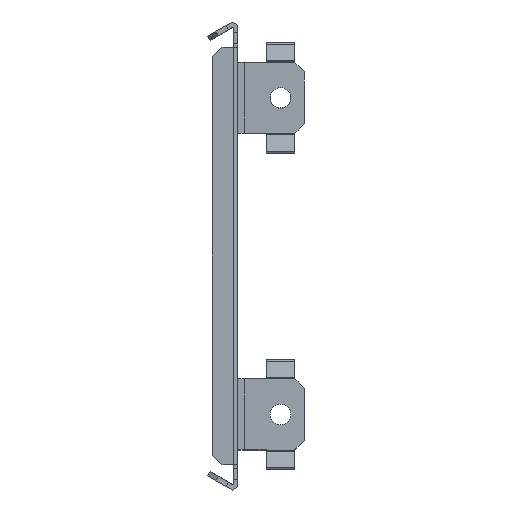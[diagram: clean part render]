
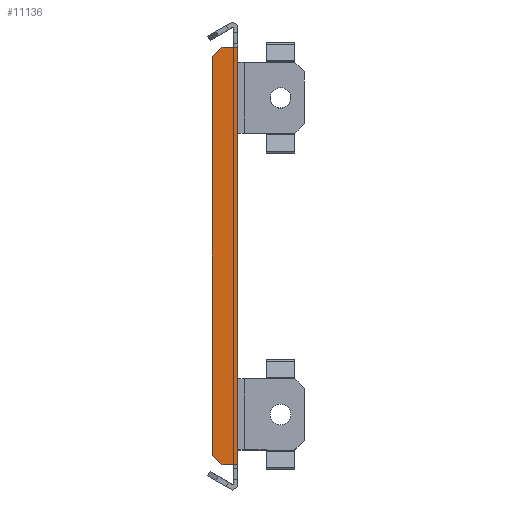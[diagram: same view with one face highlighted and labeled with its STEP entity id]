
A CAD part, front view. The second image highlights one B-rep face of the part: STEP entity #11136.
In plain terms, the highlighted planar face has unit normal (0, -1, 0).
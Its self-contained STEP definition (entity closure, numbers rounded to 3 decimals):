
#1021 = DIRECTION ( 'NONE',  ( 0., 0., -1. ) ) ;
#1401 = ORIENTED_EDGE ( 'NONE', *, *, #13253, .T. ) ;
#1478 = VECTOR ( 'NONE', #2458, 1000. ) ;
#1620 = ORIENTED_EDGE ( 'NONE', *, *, #14476, .T. ) ;
#1777 = VERTEX_POINT ( 'NONE', #15890 ) ;
#1929 = DIRECTION ( 'NONE',  ( 0., 1., 0. ) ) ;
#1991 = CARTESIAN_POINT ( 'NONE',  ( 0., -353., -65.897 ) ) ;
#2046 = CARTESIAN_POINT ( 'NONE',  ( 0., -353., 65.897 ) ) ;
#2050 = DIRECTION ( 'NONE',  ( 0.707, 0., -0.707 ) ) ;
#2417 = LINE ( 'NONE', #15180, #6926 ) ;
#2458 = DIRECTION ( 'NONE',  ( 1., 0., 0. ) ) ;
#2799 = ORIENTED_EDGE ( 'NONE', *, *, #8037, .T. ) ;
#3090 = DIRECTION ( 'NONE',  ( -0.707, 0., -0.707 ) ) ;
#3110 = CARTESIAN_POINT ( 'NONE',  ( -5., -353., 65.897 ) ) ;
#3551 = FACE_OUTER_BOUND ( 'NONE', #14988, .T. ) ;
#3645 = VECTOR ( 'NONE', #1021, 1000. ) ;
#3903 = DIRECTION ( 'NONE',  ( 1., 0., 0. ) ) ;
#4089 = DIRECTION ( 'NONE',  ( -1., 0., 0. ) ) ;
#4777 = AXIS2_PLACEMENT_3D ( 'NONE', #12551, #1929, #11307 ) ;
#5242 = CARTESIAN_POINT ( 'NONE',  ( -8., -353., -62.897 ) ) ;
#5418 = EDGE_CURVE ( 'NONE', #13985, #14520, #13017, .T. ) ;
#5424 = LINE ( 'NONE', #15525, #13504 ) ;
#5804 = CARTESIAN_POINT ( 'NONE',  ( 0., -353., 0. ) ) ;
#6008 = VECTOR ( 'NONE', #13126, 1000. ) ;
#6179 = ORIENTED_EDGE ( 'NONE', *, *, #13705, .T. ) ;
#6208 = VERTEX_POINT ( 'NONE', #5242 ) ;
#6212 = VECTOR ( 'NONE', #12857, 1000. ) ;
#6526 = ORIENTED_EDGE ( 'NONE', *, *, #5418, .T. ) ;
#6812 = VERTEX_POINT ( 'NONE', #1991 ) ;
#6926 = VECTOR ( 'NONE', #3903, 1000. ) ;
#6988 = ORIENTED_EDGE ( 'NONE', *, *, #15247, .F. ) ;
#7143 = LINE ( 'NONE', #14621, #3645 ) ;
#7180 = CARTESIAN_POINT ( 'NONE',  ( -35.448, -353., -35.448 ) ) ;
#7911 = CARTESIAN_POINT ( 'NONE',  ( 0., -353., -65.897 ) ) ;
#8037 = EDGE_CURVE ( 'NONE', #8847, #1777, #15451, .T. ) ;
#8847 = VERTEX_POINT ( 'NONE', #3110 ) ;
#9372 = CARTESIAN_POINT ( 'NONE',  ( -35.448, -353., 35.448 ) ) ;
#9894 = EDGE_CURVE ( 'NONE', #6208, #13985, #11131, .T. ) ;
#9967 = CARTESIAN_POINT ( 'NONE',  ( -2.5, -353., -65.897 ) ) ;
#10010 = VECTOR ( 'NONE', #2050, 1000. ) ;
#10794 = CARTESIAN_POINT ( 'NONE',  ( -2.5, -353., 65.897 ) ) ;
#11131 = LINE ( 'NONE', #7180, #10010 ) ;
#11136 = ADVANCED_FACE ( 'NONE', ( #3551 ), #13229, .F. ) ;
#11307 = DIRECTION ( 'NONE',  ( 0., 0., 1. ) ) ;
#12153 = ORIENTED_EDGE ( 'NONE', *, *, #9894, .T. ) ;
#12192 = EDGE_CURVE ( 'NONE', #14942, #8847, #5424, .T. ) ;
#12551 = CARTESIAN_POINT ( 'NONE',  ( 0., -353., 0. ) ) ;
#12589 = CARTESIAN_POINT ( 'NONE',  ( -5., -353., -65.897 ) ) ;
#12857 = DIRECTION ( 'NONE',  ( 1., 0., 0. ) ) ;
#13017 = LINE ( 'NONE', #7911, #6212 ) ;
#13126 = DIRECTION ( 'NONE',  ( 0., 0., 1. ) ) ;
#13229 = PLANE ( 'NONE',  #4777 ) ;
#13253 = EDGE_CURVE ( 'NONE', #1777, #6208, #7143, .T. ) ;
#13286 = LINE ( 'NONE', #5804, #6008 ) ;
#13504 = VECTOR ( 'NONE', #4089, 1000. ) ;
#13637 = VECTOR ( 'NONE', #3090, 1000. ) ;
#13705 = EDGE_CURVE ( 'NONE', #14520, #6812, #13826, .T. ) ;
#13826 = LINE ( 'NONE', #9967, #1478 ) ;
#13985 = VERTEX_POINT ( 'NONE', #12589 ) ;
#14400 = ORIENTED_EDGE ( 'NONE', *, *, #12192, .T. ) ;
#14476 = EDGE_CURVE ( 'NONE', #6812, #14866, #13286, .T. ) ;
#14520 = VERTEX_POINT ( 'NONE', #15748 ) ;
#14621 = CARTESIAN_POINT ( 'NONE',  ( -8., -353., 0. ) ) ;
#14866 = VERTEX_POINT ( 'NONE', #2046 ) ;
#14942 = VERTEX_POINT ( 'NONE', #10794 ) ;
#14988 = EDGE_LOOP ( 'NONE', ( #6526, #6179, #1620, #6988, #14400, #2799, #1401, #12153 ) ) ;
#15180 = CARTESIAN_POINT ( 'NONE',  ( 0., -353., 65.897 ) ) ;
#15247 = EDGE_CURVE ( 'NONE', #14942, #14866, #2417, .T. ) ;
#15451 = LINE ( 'NONE', #9372, #13637 ) ;
#15525 = CARTESIAN_POINT ( 'NONE',  ( 0., -353., 65.897 ) ) ;
#15748 = CARTESIAN_POINT ( 'NONE',  ( -2.5, -353., -65.897 ) ) ;
#15890 = CARTESIAN_POINT ( 'NONE',  ( -8., -353., 62.897 ) ) ;
